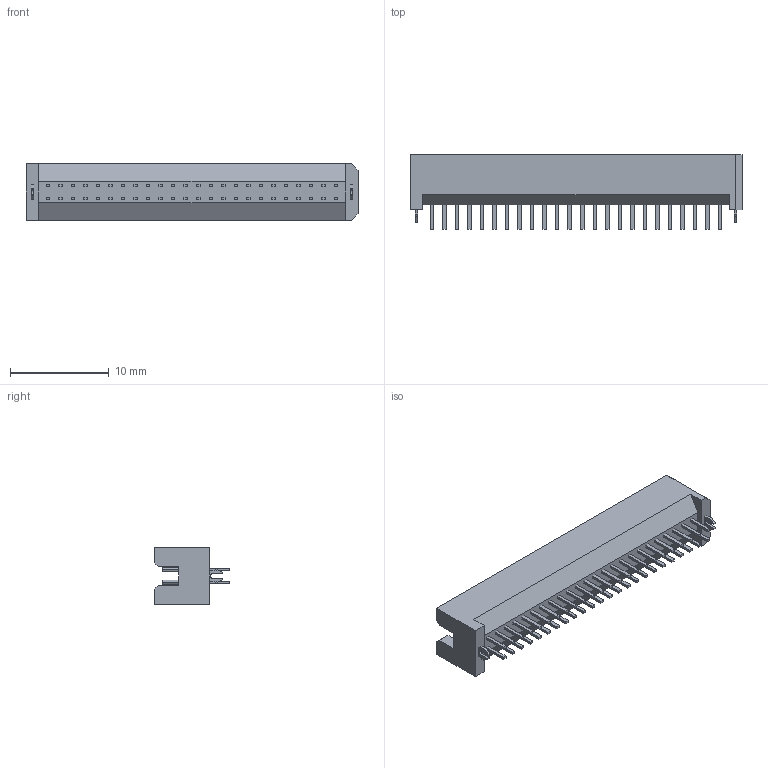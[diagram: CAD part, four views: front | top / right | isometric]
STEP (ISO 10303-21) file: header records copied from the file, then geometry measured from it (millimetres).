
FILE_DESCRIPTION (( 'STEP AP214' ), '1' );
FILE_NAME ('TFC-124-01-F-D-LC.STEP', '2020-02-21T16:56:46', ( '' ), ( '' ), 'SwSTEP 2.0', 'SolidWorks 2019', '' );
FILE_SCHEMA (( 'AUTOMOTIVE_DESIGN' ));
Length unit declared in the file: inch
Products named in the file (3): _TFC_124_01_L_D_pins_4; _TFC_124_01_L_D_LC_terminal_2; TFC-124-01-F-D-LC
Assembly tree (2 placements, depth 2):
  TFC-124-01-F-D-LC
    _TFC_124_01_L_D_LC_terminal_2
    _TFC_124_01_L_D_pins_4
Bounding box: 33.66 x 7.57 x 5.71 mm (x, y, z)
Volume: 511.5 mm3; surface area: 1594.2 mm2
Topology: 2 solids, 2 shells, 462 faces, 1073 edges, 713 vertices
Faces by surface type: plane 364, cylinder 98
Entity records: 13603 total; most frequent: CARTESIAN_POINT 2253, DIRECTION 2203, ORIENTED_EDGE 2146, EDGE_CURVE 1073, VECTOR 877, LINE 877, VERTEX_POINT 713, AXIS2_PLACEMENT_3D 663
